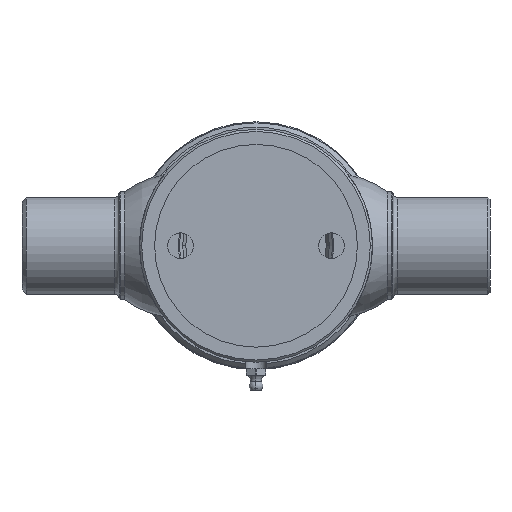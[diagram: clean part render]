
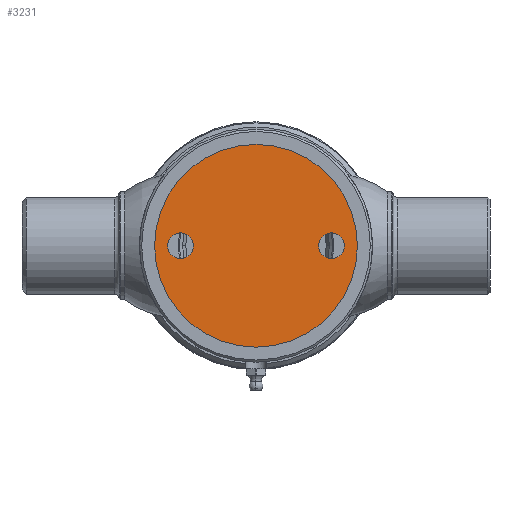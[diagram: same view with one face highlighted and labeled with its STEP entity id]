
A CAD part, left-side view. The second image highlights one B-rep face of the part: STEP entity #3231.
In plain terms, the highlighted planar face has unit normal (-1, 0, 0).
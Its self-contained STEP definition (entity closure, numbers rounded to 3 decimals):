
#108 = CIRCLE ( 'NONE', #419, 6. ) ;
#111 = PLANE ( 'NONE',  #946 ) ;
#163 = CIRCLE ( 'NONE', #3429, 6. ) ;
#182 = AXIS2_PLACEMENT_3D ( 'NONE', #1417, #828, #3912 ) ;
#301 = AXIS2_PLACEMENT_3D ( 'NONE', #3460, #1497, #3792 ) ;
#407 = ORIENTED_EDGE ( 'NONE', *, *, #1842, .T. ) ;
#419 = AXIS2_PLACEMENT_3D ( 'NONE', #1934, #3162, #2538 ) ;
#463 = VERTEX_POINT ( 'NONE', #720 ) ;
#473 = CARTESIAN_POINT ( 'NONE',  ( 0., 0., 0. ) ) ;
#672 = EDGE_CURVE ( 'NONE', #1537, #463, #108, .T. ) ;
#696 = EDGE_CURVE ( 'NONE', #463, #1537, #1890, .T. ) ;
#720 = CARTESIAN_POINT ( 'NONE',  ( 0., -35., 6. ) ) ;
#786 = ORIENTED_EDGE ( 'NONE', *, *, #696, .F. ) ;
#787 = CARTESIAN_POINT ( 'NONE',  ( 0., -35., -6. ) ) ;
#828 = DIRECTION ( 'NONE',  ( -1., 0., 0. ) ) ;
#847 = CIRCLE ( 'NONE', #2020, 47. ) ;
#927 = VERTEX_POINT ( 'NONE', #1704 ) ;
#930 = FACE_OUTER_BOUND ( 'NONE', #3532, .T. ) ;
#946 = AXIS2_PLACEMENT_3D ( 'NONE', #473, #1395, #1160 ) ;
#1026 = DIRECTION ( 'NONE',  ( -1., 0., 0. ) ) ;
#1160 = DIRECTION ( 'NONE',  ( 0., 0., -1. ) ) ;
#1256 = VERTEX_POINT ( 'NONE', #4047 ) ;
#1306 = CARTESIAN_POINT ( 'NONE',  ( 0., 0., 0. ) ) ;
#1395 = DIRECTION ( 'NONE',  ( 1., 0., 0. ) ) ;
#1416 = EDGE_LOOP ( 'NONE', ( #1647, #1524 ) ) ;
#1417 = CARTESIAN_POINT ( 'NONE',  ( 0., -35., 0. ) ) ;
#1497 = DIRECTION ( 'NONE',  ( -1., 0., 0. ) ) ;
#1524 = ORIENTED_EDGE ( 'NONE', *, *, #1966, .F. ) ;
#1537 = VERTEX_POINT ( 'NONE', #787 ) ;
#1586 = VERTEX_POINT ( 'NONE', #1645 ) ;
#1590 = AXIS2_PLACEMENT_3D ( 'NONE', #1306, #1938, #2229 ) ;
#1645 = CARTESIAN_POINT ( 'NONE',  ( 0., 35., 6. ) ) ;
#1647 = ORIENTED_EDGE ( 'NONE', *, *, #3667, .F. ) ;
#1704 = CARTESIAN_POINT ( 'NONE',  ( 0., 0., 47. ) ) ;
#1788 = VERTEX_POINT ( 'NONE', #1951 ) ;
#1794 = EDGE_CURVE ( 'NONE', #1256, #927, #847, .T. ) ;
#1842 = EDGE_CURVE ( 'NONE', #927, #1256, #2725, .T. ) ;
#1890 = CIRCLE ( 'NONE', #182, 6. ) ;
#1934 = CARTESIAN_POINT ( 'NONE',  ( 0., -35., 0. ) ) ;
#1938 = DIRECTION ( 'NONE',  ( -1., 0., 0. ) ) ;
#1951 = CARTESIAN_POINT ( 'NONE',  ( 0., 35., -6. ) ) ;
#1966 = EDGE_CURVE ( 'NONE', #1788, #1586, #163, .T. ) ;
#2020 = AXIS2_PLACEMENT_3D ( 'NONE', #2940, #1026, #3244 ) ;
#2229 = DIRECTION ( 'NONE',  ( 0., 0., -1. ) ) ;
#2336 = CARTESIAN_POINT ( 'NONE',  ( 0., 35., 0. ) ) ;
#2538 = DIRECTION ( 'NONE',  ( 0., 0., 1. ) ) ;
#2725 = CIRCLE ( 'NONE', #1590, 47. ) ;
#2940 = CARTESIAN_POINT ( 'NONE',  ( 0., 0., 0. ) ) ;
#2976 = DIRECTION ( 'NONE',  ( 0., 0., 1. ) ) ;
#3162 = DIRECTION ( 'NONE',  ( -1., 0., 0. ) ) ;
#3207 = FACE_BOUND ( 'NONE', #3684, .T. ) ;
#3231 = ADVANCED_FACE ( 'NONE', ( #3207, #3791, #930 ), #111, .F. ) ;
#3237 = DIRECTION ( 'NONE',  ( -1., 0., 0. ) ) ;
#3244 = DIRECTION ( 'NONE',  ( 0., 0., -1. ) ) ;
#3429 = AXIS2_PLACEMENT_3D ( 'NONE', #2336, #3237, #2976 ) ;
#3460 = CARTESIAN_POINT ( 'NONE',  ( 0., 35., 0. ) ) ;
#3478 = ORIENTED_EDGE ( 'NONE', *, *, #672, .F. ) ;
#3532 = EDGE_LOOP ( 'NONE', ( #4029, #407 ) ) ;
#3667 = EDGE_CURVE ( 'NONE', #1586, #1788, #3844, .T. ) ;
#3684 = EDGE_LOOP ( 'NONE', ( #786, #3478 ) ) ;
#3791 = FACE_BOUND ( 'NONE', #1416, .T. ) ;
#3792 = DIRECTION ( 'NONE',  ( 0., 0., 1. ) ) ;
#3844 = CIRCLE ( 'NONE', #301, 6. ) ;
#3912 = DIRECTION ( 'NONE',  ( 0., 0., 1. ) ) ;
#4029 = ORIENTED_EDGE ( 'NONE', *, *, #1794, .T. ) ;
#4047 = CARTESIAN_POINT ( 'NONE',  ( 0., 0., -47. ) ) ;
